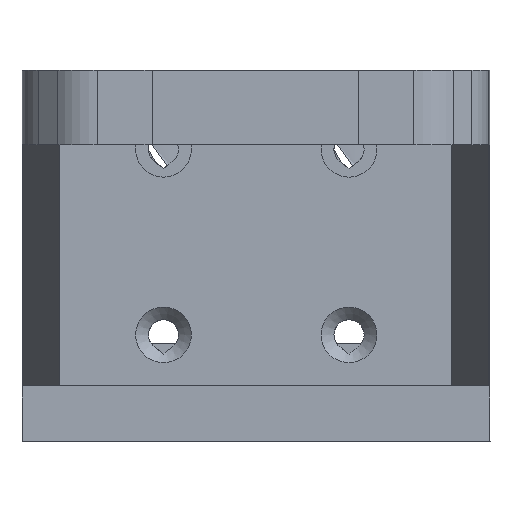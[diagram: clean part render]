
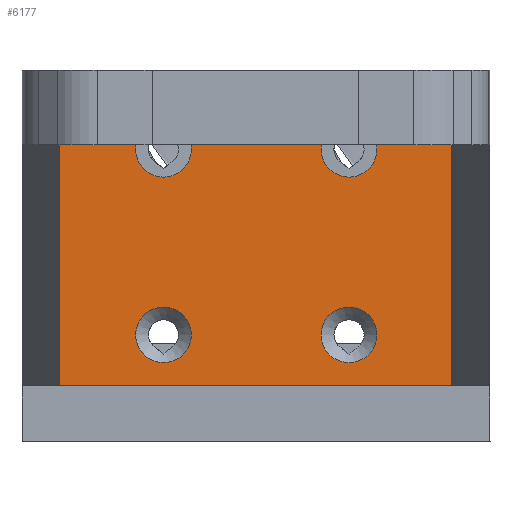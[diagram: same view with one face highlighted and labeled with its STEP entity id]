
A CAD part, left-side view. The second image highlights one B-rep face of the part: STEP entity #6177.
In plain terms, the highlighted planar face has unit normal (-1, 0, 0).
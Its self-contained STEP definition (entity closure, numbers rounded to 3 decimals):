
#158=FACE_BOUND('',#808,.T.);
#159=FACE_BOUND('',#809,.T.);
#160=FACE_BOUND('',#810,.T.);
#161=FACE_BOUND('',#811,.T.);
#162=FACE_BOUND('',#812,.T.);
#193=CIRCLE('',#6505,3.);
#196=CIRCLE('',#6509,3.);
#199=CIRCLE('',#6513,3.);
#204=CIRCLE('',#6520,3.);
#459=FACE_OUTER_BOUND('',#807,.T.);
#807=EDGE_LOOP('',(#4322,#4323,#4324,#4325,#4326,#4327));
#808=EDGE_LOOP('',(#4328));
#809=EDGE_LOOP('',(#4329));
#810=EDGE_LOOP('',(#4330));
#811=EDGE_LOOP('',(#4331));
#812=EDGE_LOOP('',(#4332,#4333,#4334,#4335));
#1173=LINE('',#9026,#1865);
#1177=LINE('',#9035,#1869);
#1180=LINE('',#9041,#1872);
#1192=LINE('',#9070,#1884);
#1200=LINE('',#9095,#1892);
#1244=LINE('',#9186,#1936);
#1250=LINE('',#9196,#1942);
#1251=LINE('',#9198,#1943);
#1252=LINE('',#9201,#1944);
#1254=LINE('',#9204,#1946);
#1865=VECTOR('',#7171,10.);
#1869=VECTOR('',#7179,10.);
#1872=VECTOR('',#7184,10.);
#1884=VECTOR('',#7210,10.);
#1892=VECTOR('',#7234,10.);
#1936=VECTOR('',#7322,10.);
#1942=VECTOR('',#7330,10.);
#1943=VECTOR('',#7333,10.);
#1944=VECTOR('',#7336,10.);
#1946=VECTOR('',#7340,10.);
#2553=VERTEX_POINT('',#8954);
#2555=VERTEX_POINT('',#8961);
#2557=VERTEX_POINT('',#8968);
#2563=VERTEX_POINT('',#8986);
#2578=VERTEX_POINT('',#9023);
#2579=VERTEX_POINT('',#9025);
#2582=VERTEX_POINT('',#9033);
#2584=VERTEX_POINT('',#9039);
#2594=VERTEX_POINT('',#9069);
#2603=VERTEX_POINT('',#9094);
#2627=VERTEX_POINT('',#9183);
#2628=VERTEX_POINT('',#9185);
#2631=VERTEX_POINT('',#9194);
#2632=VERTEX_POINT('',#9200);
#3158=EDGE_CURVE('',#2553,#2553,#193,.T.);
#3162=EDGE_CURVE('',#2555,#2555,#196,.T.);
#3166=EDGE_CURVE('',#2557,#2557,#199,.T.);
#3176=EDGE_CURVE('',#2563,#2563,#204,.T.);
#3196=EDGE_CURVE('',#2578,#2579,#1173,.T.);
#3201=EDGE_CURVE('',#2582,#2578,#1177,.T.);
#3204=EDGE_CURVE('',#2584,#2582,#1180,.T.);
#3218=EDGE_CURVE('',#2579,#2594,#1192,.T.);
#3231=EDGE_CURVE('',#2594,#2603,#1200,.T.);
#3275=EDGE_CURVE('',#2627,#2628,#1244,.T.);
#3281=EDGE_CURVE('',#2631,#2627,#1250,.T.);
#3282=EDGE_CURVE('',#2603,#2584,#1251,.T.);
#3283=EDGE_CURVE('',#2632,#2628,#1252,.T.);
#3285=EDGE_CURVE('',#2631,#2632,#1254,.T.);
#4322=ORIENTED_EDGE('',*,*,#3218,.F.);
#4323=ORIENTED_EDGE('',*,*,#3196,.F.);
#4324=ORIENTED_EDGE('',*,*,#3201,.F.);
#4325=ORIENTED_EDGE('',*,*,#3204,.F.);
#4326=ORIENTED_EDGE('',*,*,#3282,.F.);
#4327=ORIENTED_EDGE('',*,*,#3231,.F.);
#4328=ORIENTED_EDGE('',*,*,#3162,.T.);
#4329=ORIENTED_EDGE('',*,*,#3176,.T.);
#4330=ORIENTED_EDGE('',*,*,#3158,.T.);
#4331=ORIENTED_EDGE('',*,*,#3166,.T.);
#4332=ORIENTED_EDGE('',*,*,#3285,.T.);
#4333=ORIENTED_EDGE('',*,*,#3283,.T.);
#4334=ORIENTED_EDGE('',*,*,#3275,.F.);
#4335=ORIENTED_EDGE('',*,*,#3281,.F.);
#5930=PLANE('',#6575);
#6177=ADVANCED_FACE('',(#459,#158,#159,#160,#161,#162),#5930,.T.);
#6505=AXIS2_PLACEMENT_3D('',#8955,#7099,#7100);
#6509=AXIS2_PLACEMENT_3D('',#8962,#7108,#7109);
#6513=AXIS2_PLACEMENT_3D('',#8969,#7117,#7118);
#6520=AXIS2_PLACEMENT_3D('',#8987,#7136,#7137);
#6575=AXIS2_PLACEMENT_3D('',#9203,#7338,#7339);
#7099=DIRECTION('center_axis',(1.,0.,0.));
#7100=DIRECTION('ref_axis',(0.,-1.,0.));
#7108=DIRECTION('center_axis',(1.,0.,0.));
#7109=DIRECTION('ref_axis',(0.,-1.,0.));
#7117=DIRECTION('center_axis',(1.,0.,0.));
#7118=DIRECTION('ref_axis',(0.,-1.,0.));
#7136=DIRECTION('center_axis',(1.,0.,0.));
#7137=DIRECTION('ref_axis',(0.,-1.,0.));
#7171=DIRECTION('',(0.,1.,0.));
#7179=DIRECTION('',(0.,0.,-1.));
#7184=DIRECTION('',(0.,-1.,0.));
#7210=DIRECTION('',(0.,0.,1.));
#7234=DIRECTION('',(0.,-1.,0.));
#7322=DIRECTION('',(0.,1.,0.));
#7330=DIRECTION('',(0.,0.,1.));
#7333=DIRECTION('',(0.,1.,-0.001));
#7336=DIRECTION('',(0.,0.,1.));
#7338=DIRECTION('center_axis',(-1.,0.,0.));
#7339=DIRECTION('ref_axis',(0.,-1.,0.));
#7340=DIRECTION('',(0.,1.,0.));
#8954=CARTESIAN_POINT('',(44.401,39.824,-41.272));
#8955=CARTESIAN_POINT('Origin',(44.401,36.824,-41.272));
#8961=CARTESIAN_POINT('',(44.401,39.824,-21.272));
#8962=CARTESIAN_POINT('Origin',(44.401,36.824,-21.272));
#8968=CARTESIAN_POINT('',(44.401,19.824,-41.272));
#8969=CARTESIAN_POINT('Origin',(44.401,16.824,-41.272));
#8986=CARTESIAN_POINT('',(44.401,19.824,-21.272));
#8987=CARTESIAN_POINT('Origin',(44.401,16.824,-21.272));
#9023=CARTESIAN_POINT('',(44.401,1.624,-46.772));
#9025=CARTESIAN_POINT('',(44.401,52.043,-46.772));
#9026=CARTESIAN_POINT('',(44.401,39.438,-46.772));
#9033=CARTESIAN_POINT('',(44.401,1.624,-15.78));
#9035=CARTESIAN_POINT('',(44.401,1.624,-39.022));
#9039=CARTESIAN_POINT('',(44.401,49.257,-15.78));
#9041=CARTESIAN_POINT('',(44.401,14.229,-15.78));
#9069=CARTESIAN_POINT('',(44.401,52.043,-15.772));
#9070=CARTESIAN_POINT('',(44.401,52.043,-23.522));
#9094=CARTESIAN_POINT('',(44.401,43.024,-15.772));
#9095=CARTESIAN_POINT('',(44.401,34.929,-15.772));
#9183=CARTESIAN_POINT('',(44.401,3.624,-17.772));
#9185=CARTESIAN_POINT('',(44.401,10.624,-17.772));
#9186=CARTESIAN_POINT('',(44.401,38.438,-17.772));
#9194=CARTESIAN_POINT('',(44.401,3.624,-17.78));
#9196=CARTESIAN_POINT('',(44.401,3.624,-24.522));
#9198=CARTESIAN_POINT('',(44.401,38.055,-15.766));
#9200=CARTESIAN_POINT('',(44.401,10.624,-17.78));
#9201=CARTESIAN_POINT('',(44.401,10.624,-17.772));
#9203=CARTESIAN_POINT('Origin',(44.401,26.833,-31.272));
#9204=CARTESIAN_POINT('',(44.401,3.624,-17.78));
